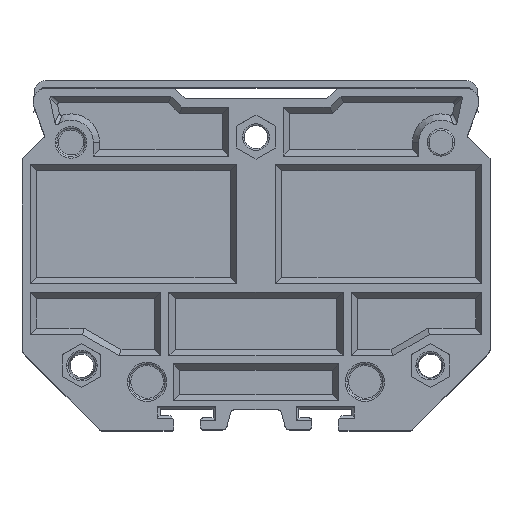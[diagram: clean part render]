
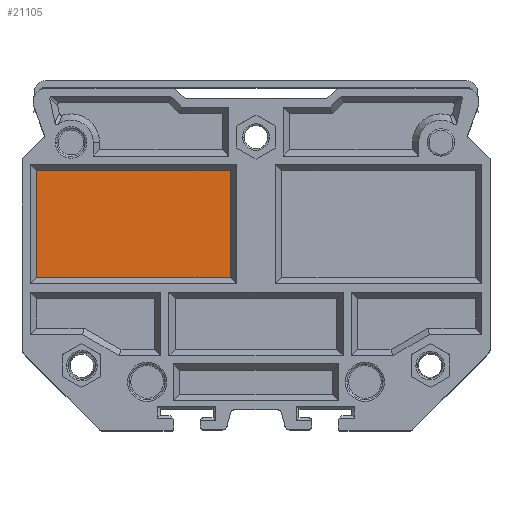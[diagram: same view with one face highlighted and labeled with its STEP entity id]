
A CAD part, top view. The second image highlights one B-rep face of the part: STEP entity #21105.
In plain terms, the highlighted planar face has unit normal (0, 0, 1).
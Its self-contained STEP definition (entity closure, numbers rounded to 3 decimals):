
#7364=DIRECTION('',(1.,0.,0.));
#7365=VECTOR('',#7364,35.591);
#7366=CARTESIAN_POINT('',(-40.345,1.155,20.2));
#7367=LINE('',#7366,#7365);
#7368=DIRECTION('',(0.,1.,0.));
#7369=VECTOR('',#7368,19.691);
#7370=CARTESIAN_POINT('',(-40.345,1.155,20.2));
#7371=LINE('',#7370,#7369);
#7372=DIRECTION('',(1.,0.,0.));
#7373=VECTOR('',#7372,35.591);
#7374=CARTESIAN_POINT('',(-40.345,20.845,20.2));
#7375=LINE('',#7374,#7373);
#7376=DIRECTION('',(0.,-1.,0.));
#7377=VECTOR('',#7376,19.691);
#7378=CARTESIAN_POINT('',(-4.755,20.845,20.2));
#7379=LINE('',#7378,#7377);
#11310=CARTESIAN_POINT('',(-40.345,20.845,20.2));
#11311=VERTEX_POINT('',#11310);
#11312=CARTESIAN_POINT('',(-40.345,1.155,20.2));
#11313=VERTEX_POINT('',#11312);
#11314=CARTESIAN_POINT('',(-4.755,20.845,20.2));
#11315=VERTEX_POINT('',#11314);
#11316=CARTESIAN_POINT('',(-4.755,1.155,20.2));
#11317=VERTEX_POINT('',#11316);
#21094=CARTESIAN_POINT('',(0.,4.5,20.2));
#21095=DIRECTION('',(0.,0.,1.));
#21096=DIRECTION('',(1.,0.,0.));
#21097=AXIS2_PLACEMENT_3D('',#21094,#21095,#21096);
#21098=PLANE('',#21097);
#21099=ORIENTED_EDGE('',*,*,#21046,.T.);
#21100=ORIENTED_EDGE('',*,*,#21061,.T.);
#21101=ORIENTED_EDGE('',*,*,#21075,.T.);
#21102=ORIENTED_EDGE('',*,*,#21088,.F.);
#21103=EDGE_LOOP('',(#21099,#21100,#21101,#21102));
#21104=FACE_OUTER_BOUND('',#21103,.F.);
#21046=EDGE_CURVE('',#11313,#11311,#7371,.T.);
#21061=EDGE_CURVE('',#11311,#11315,#7375,.T.);
#21075=EDGE_CURVE('',#11315,#11317,#7379,.T.);
#21088=EDGE_CURVE('',#11313,#11317,#7367,.T.);
#21105=ADVANCED_FACE('',(#21104),#21098,.T.);
